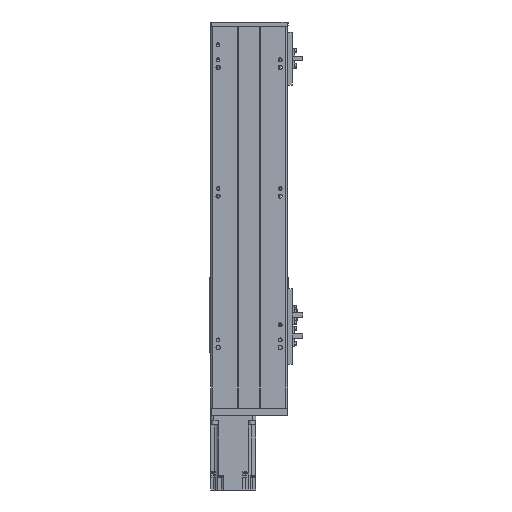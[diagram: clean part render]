
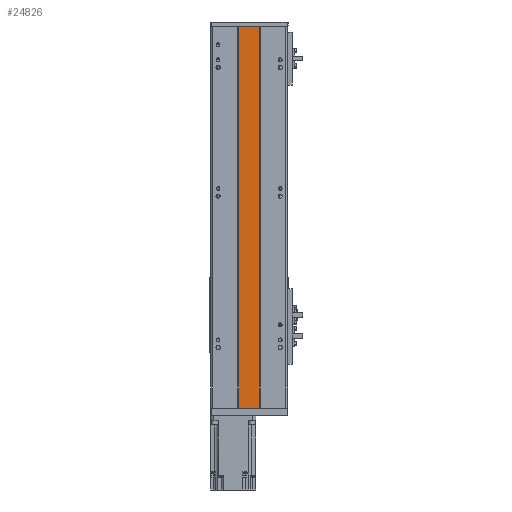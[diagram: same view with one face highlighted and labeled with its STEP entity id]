
A CAD part, front view. The second image highlights one B-rep face of the part: STEP entity #24826.
In plain terms, the highlighted planar face has unit normal (0, -1, 0).
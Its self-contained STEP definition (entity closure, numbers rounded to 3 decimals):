
#457 = CARTESIAN_POINT ( 'NONE',  ( -13.586, 0., 504. ) ) ;
#1725 = DIRECTION ( 'NONE',  ( 1., 0., 0. ) ) ;
#1825 = VECTOR ( 'NONE', #24519, 1000. ) ;
#3128 = VERTEX_POINT ( 'NONE', #17289 ) ;
#3279 = EDGE_CURVE ( 'NONE', #3128, #21846, #8960, .T. ) ;
#6685 = ORIENTED_EDGE ( 'NONE', *, *, #29020, .T. ) ;
#8940 = FACE_OUTER_BOUND ( 'NONE', #22895, .T. ) ;
#8960 = LINE ( 'NONE', #457, #17608 ) ;
#9402 = VERTEX_POINT ( 'NONE', #13642 ) ;
#9422 = DIRECTION ( 'NONE',  ( 1., 0., 0. ) ) ;
#9949 = CARTESIAN_POINT ( 'NONE',  ( -13.586, 0., 504. ) ) ;
#11774 = CARTESIAN_POINT ( 'NONE',  ( -13.586, 0., 0. ) ) ;
#12456 = ORIENTED_EDGE ( 'NONE', *, *, #19264, .F. ) ;
#13642 = CARTESIAN_POINT ( 'NONE',  ( 13.586, 0., 504. ) ) ;
#14687 = ORIENTED_EDGE ( 'NONE', *, *, #18688, .F. ) ;
#14799 = DIRECTION ( 'NONE',  ( 0., 0., 1. ) ) ;
#15518 = LINE ( 'NONE', #31740, #27985 ) ;
#17023 = LINE ( 'NONE', #11774, #17831 ) ;
#17289 = CARTESIAN_POINT ( 'NONE',  ( -13.586, 0., 504. ) ) ;
#17608 = VECTOR ( 'NONE', #17736, 1000. ) ;
#17736 = DIRECTION ( 'NONE',  ( 0., 0., -1. ) ) ;
#17831 = VECTOR ( 'NONE', #1725, 1000. ) ;
#18688 = EDGE_CURVE ( 'NONE', #3128, #9402, #15518, .T. ) ;
#19264 = EDGE_CURVE ( 'NONE', #9402, #22919, #27745, .T. ) ;
#21286 = CARTESIAN_POINT ( 'NONE',  ( 13.586, 0., 0. ) ) ;
#21846 = VERTEX_POINT ( 'NONE', #24233 ) ;
#22469 = AXIS2_PLACEMENT_3D ( 'NONE', #9949, #27150, #14799 ) ;
#22895 = EDGE_LOOP ( 'NONE', ( #6685, #12456, #14687, #26647 ) ) ;
#22919 = VERTEX_POINT ( 'NONE', #21286 ) ;
#24233 = CARTESIAN_POINT ( 'NONE',  ( -13.586, 0., 0. ) ) ;
#24519 = DIRECTION ( 'NONE',  ( 0., 0., -1. ) ) ;
#24750 = PLANE ( 'NONE',  #22469 ) ;
#24826 = ADVANCED_FACE ( 'NONE', ( #8940 ), #24750, .F. ) ;
#26647 = ORIENTED_EDGE ( 'NONE', *, *, #3279, .T. ) ;
#27150 = DIRECTION ( 'NONE',  ( 0., 1., 0. ) ) ;
#27745 = LINE ( 'NONE', #29733, #1825 ) ;
#27985 = VECTOR ( 'NONE', #9422, 1000. ) ;
#29020 = EDGE_CURVE ( 'NONE', #21846, #22919, #17023, .T. ) ;
#29733 = CARTESIAN_POINT ( 'NONE',  ( 13.586, 0., 504. ) ) ;
#31740 = CARTESIAN_POINT ( 'NONE',  ( -13.586, 0., 504. ) ) ;
